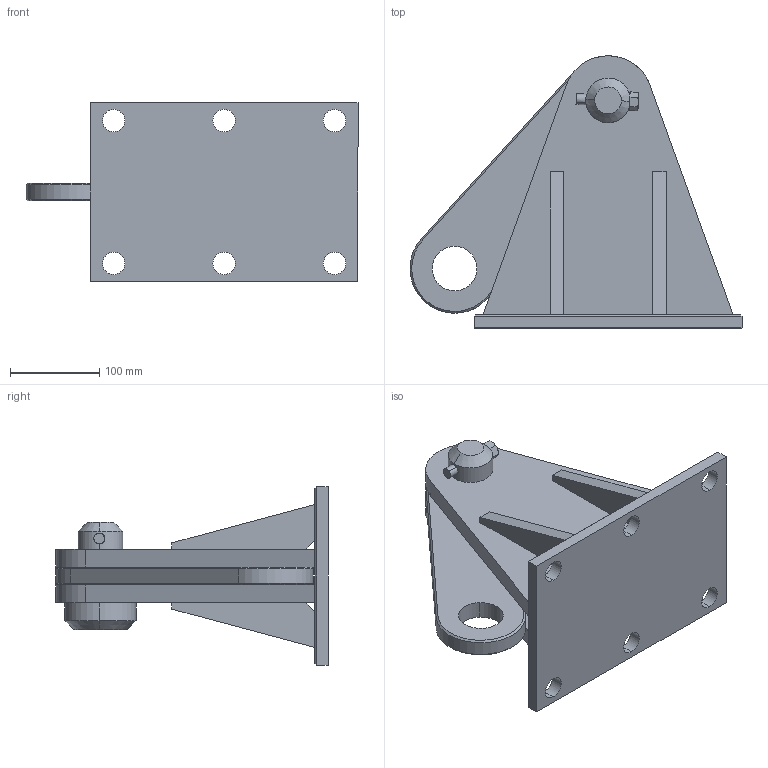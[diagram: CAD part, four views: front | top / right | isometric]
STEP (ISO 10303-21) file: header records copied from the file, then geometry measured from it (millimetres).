
FILE_DESCRIPTION (( 'STEP AP214' ), '1' );
FILE_NAME ('Assemb_Symetrique.STEP', '2025-09-11T23:14:50', ( '' ), ( '' ), 'SwSTEP 2.0', 'SolidWorks 2024', '' );
FILE_SCHEMA (( 'AUTOMOTIVE_DESIGN' ));
Length unit declared in the file: millimetre
Products named in the file (7): Part7; Part3; Part4; Part8; Part6; Part2; Assemb_Symetrique
Assembly tree (10 placements, depth 2):
  Assemb_Symetrique
    Part2  x2
    Part3  x4
    Part4
    Part6
    Part7
    Part8
Bounding box: 371.86 x 305 x 200 mm (x, y, z)
Volume: 3957617.7 mm3; surface area: 545008.7 mm2
Topology: 10 solids, 10 shells, 130 faces, 294 edges, 184 vertices
Faces by surface type: plane 68, cylinder 33, cone 29
Entity records: 3315 total; most frequent: CARTESIAN_POINT 727, DIRECTION 525, ORIENTED_EDGE 462, EDGE_CURVE 231, AXIS2_PLACEMENT_3D 200, VERTEX_POINT 142, LINE 125, VECTOR 125
